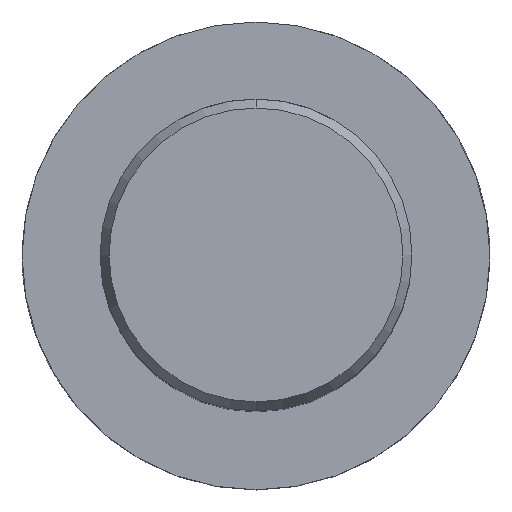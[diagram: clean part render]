
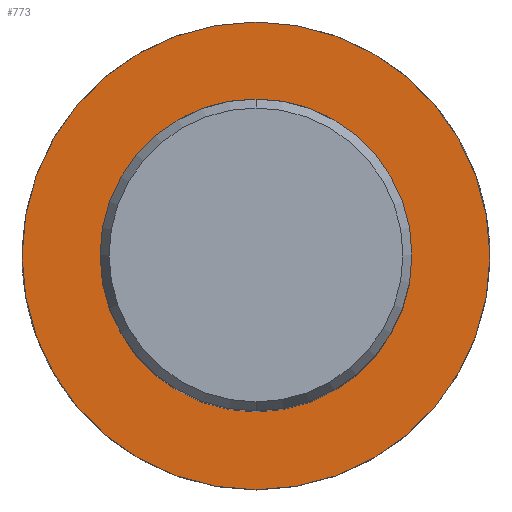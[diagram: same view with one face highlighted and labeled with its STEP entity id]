
A CAD part, top view. The second image highlights one B-rep face of the part: STEP entity #773.
In plain terms, the highlighted planar face has unit normal (0, 0, 1).
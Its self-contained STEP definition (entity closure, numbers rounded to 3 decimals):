
#437=VERTEX_POINT('',#1249);
#447=VERTEX_POINT('',#1261);
#585=EDGE_CURVE('',#437,#447,#1412,.T.);
#637=EDGE_CURVE('',#1019,#1069,#1469,.T.);
#773=ADVANCED_FACE('',(#1614,#1615),#1616,.T.);
#1019=VERTEX_POINT('',#1885);
#1069=VERTEX_POINT('',#1941);
#1151=EDGE_CURVE('',#1069,#1019,#2032,.T.);
#1191=EDGE_CURVE('',#447,#437,#2074,.T.);
#1249=CARTESIAN_POINT('',(0.0,20.0,-70.0));
#1261=CARTESIAN_POINT('',(0.,-20.0,-70.0));
#1412=CIRCLE('',#2804,20.0);
#1469=CIRCLE('',#3098,30.0);
#1614=FACE_BOUND('',#3433,.T.);
#1615=FACE_OUTER_BOUND('',#3434,.T.);
#1616=PLANE('',#3435);
#1885=CARTESIAN_POINT('',(0.0,30.0,-70.0));
#1941=CARTESIAN_POINT('',(0.,-30.0,-70.0));
#2032=CIRCLE('',#4794,30.0);
#2074=CIRCLE('',#4898,20.0);
#2804=AXIS2_PLACEMENT_3D('',#5181,#5182,#5183);
#3098=AXIS2_PLACEMENT_3D('',#5251,#5252,#5253);
#3433=EDGE_LOOP('',(#5378,#5379));
#3434=EDGE_LOOP('',(#5380,#5381));
#3435=AXIS2_PLACEMENT_3D('',#5382,#5383,#5384);
#4794=AXIS2_PLACEMENT_3D('',#5875,#5876,#5877);
#4898=AXIS2_PLACEMENT_3D('',#5902,#5903,#5904);
#5181=CARTESIAN_POINT('',(0.0,0.0,-70.0));
#5182=DIRECTION('',(-0.0,0.0,-1.0));
#5183=DIRECTION('',(0.0,1.0,0.0));
#5251=CARTESIAN_POINT('',(0.0,0.0,-70.0));
#5252=DIRECTION('',(0.0,0.0,-1.0));
#5253=DIRECTION('',(0.0,1.0,0.0));
#5378=ORIENTED_EDGE('',*,*,#585,.T.);
#5379=ORIENTED_EDGE('',*,*,#1191,.T.);
#5380=ORIENTED_EDGE('',*,*,#637,.F.);
#5381=ORIENTED_EDGE('',*,*,#1151,.F.);
#5382=CARTESIAN_POINT('',(0.0,15.0,-70.0));
#5383=DIRECTION('',(-0.0,0.0,1.0));
#5384=DIRECTION('',(0.0,-1.0,0.0));
#5875=CARTESIAN_POINT('',(0.0,0.0,-70.0));
#5876=DIRECTION('',(0.0,0.0,-1.0));
#5877=DIRECTION('',(0.0,1.0,0.0));
#5902=CARTESIAN_POINT('',(0.0,0.0,-70.0));
#5903=DIRECTION('',(-0.0,0.0,-1.0));
#5904=DIRECTION('',(0.0,1.0,0.0));
